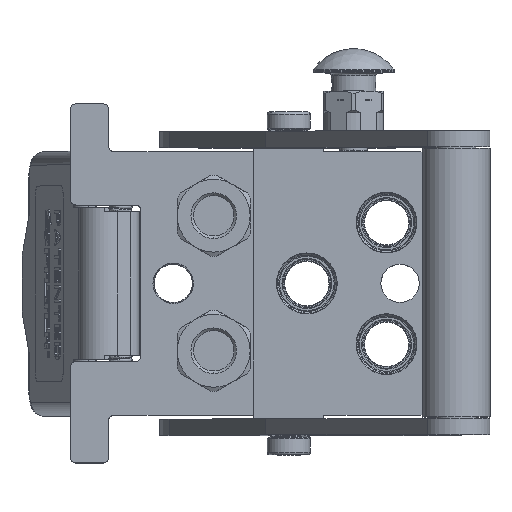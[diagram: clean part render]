
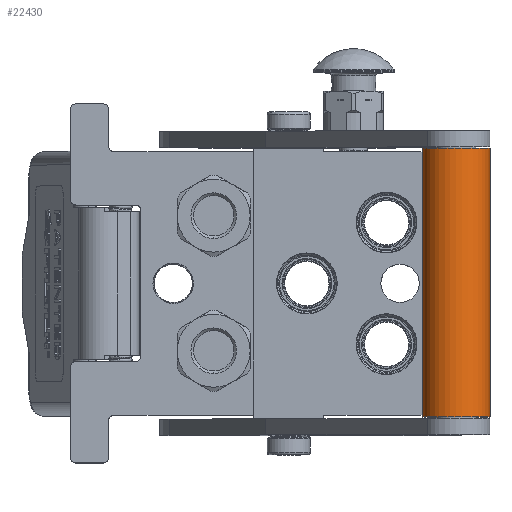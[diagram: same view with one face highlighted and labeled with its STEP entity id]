
A CAD part, top view. The second image highlights one B-rep face of the part: STEP entity #22430.
In plain terms, the highlighted cylindrical face has radius 12.5 mm (diameter 25 mm), a partial arc.
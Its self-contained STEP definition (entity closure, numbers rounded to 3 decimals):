
#3044 = EDGE_LOOP ( 'NONE', ( #3215, #67921, #20367, #21521 ) ) ;
#3215 = ORIENTED_EDGE ( 'NONE', *, *, #74223, .T. ) ;
#11375 = LINE ( 'NONE', #116801, #107876 ) ;
#14978 = DIRECTION ( 'NONE',  ( 0., 0., -1. ) ) ;
#16670 = VERTEX_POINT ( 'NONE', #80359 ) ;
#17244 = CARTESIAN_POINT ( 'NONE',  ( 4.5, 0., 12.5 ) ) ;
#17904 = CIRCLE ( 'NONE', #113582, 12.5 ) ;
#20367 = ORIENTED_EDGE ( 'NONE', *, *, #98733, .F. ) ;
#21117 = DIRECTION ( 'NONE',  ( -1., 0., 0. ) ) ;
#21521 = ORIENTED_EDGE ( 'NONE', *, *, #48697, .F. ) ;
#22430 = ADVANCED_FACE ( 'NONE', ( #105773 ), #112925, .T. ) ;
#26424 = CARTESIAN_POINT ( 'NONE',  ( 104., 0., -12.5 ) ) ;
#31140 = DIRECTION ( 'NONE',  ( -1., 0., 0. ) ) ;
#34776 = CIRCLE ( 'NONE', #73125, 12.5 ) ;
#36263 = CARTESIAN_POINT ( 'NONE',  ( 4.5, 0., -12.5 ) ) ;
#44872 = AXIS2_PLACEMENT_3D ( 'NONE', #95864, #31140, #105148 ) ;
#48697 = EDGE_CURVE ( 'NONE', #102925, #59513, #116432, .T. ) ;
#56623 = VERTEX_POINT ( 'NONE', #17244 ) ;
#59513 = VERTEX_POINT ( 'NONE', #36263 ) ;
#67470 = VECTOR ( 'NONE', #100032, 1000. ) ;
#67921 = ORIENTED_EDGE ( 'NONE', *, *, #103705, .T. ) ;
#73125 = AXIS2_PLACEMENT_3D ( 'NONE', #116384, #116000, #14978 ) ;
#74223 = EDGE_CURVE ( 'NONE', #102925, #16670, #34776, .T. ) ;
#76617 = DIRECTION ( 'NONE',  ( 0., 0., -1. ) ) ;
#77135 = CARTESIAN_POINT ( 'NONE',  ( 104., 0., -12.5 ) ) ;
#80359 = CARTESIAN_POINT ( 'NONE',  ( 104., 0., 12.5 ) ) ;
#89372 = DIRECTION ( 'NONE',  ( -1., 0., 0. ) ) ;
#95864 = CARTESIAN_POINT ( 'NONE',  ( -5.425, 0., 0. ) ) ;
#98733 = EDGE_CURVE ( 'NONE', #59513, #56623, #17904, .T. ) ;
#100032 = DIRECTION ( 'NONE',  ( -1., 0., 0. ) ) ;
#102925 = VERTEX_POINT ( 'NONE', #77135 ) ;
#103165 = CARTESIAN_POINT ( 'NONE',  ( 4.5, 0., 0. ) ) ;
#103705 = EDGE_CURVE ( 'NONE', #16670, #56623, #11375, .T. ) ;
#105148 = DIRECTION ( 'NONE',  ( 0., 0., 1. ) ) ;
#105773 = FACE_OUTER_BOUND ( 'NONE', #3044, .T. ) ;
#107876 = VECTOR ( 'NONE', #89372, 1000. ) ;
#112925 = CYLINDRICAL_SURFACE ( 'NONE', #44872, 12.5 ) ;
#113582 = AXIS2_PLACEMENT_3D ( 'NONE', #103165, #21117, #76617 ) ;
#116000 = DIRECTION ( 'NONE',  ( -1., 0., 0. ) ) ;
#116384 = CARTESIAN_POINT ( 'NONE',  ( 104., 0., 0. ) ) ;
#116432 = LINE ( 'NONE', #26424, #67470 ) ;
#116801 = CARTESIAN_POINT ( 'NONE',  ( 104., 0., 12.5 ) ) ;
